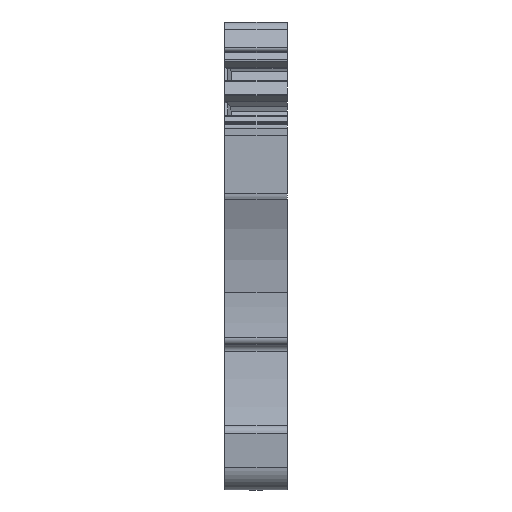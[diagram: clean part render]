
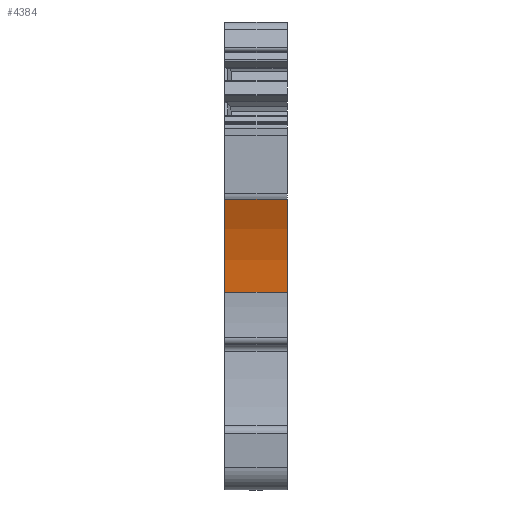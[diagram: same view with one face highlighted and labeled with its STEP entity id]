
A CAD part, front view. The second image highlights one B-rep face of the part: STEP entity #4384.
In plain terms, the highlighted cylindrical face has radius 20 mm (diameter 40 mm), a partial arc.
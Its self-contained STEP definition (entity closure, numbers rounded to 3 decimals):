
#4357=AXIS2_PLACEMENT_3D('Cylinder Axis2P3D',#4354,#4355,#4356) ;
#4361=AXIS2_PLACEMENT_3D('Circle Axis2P3D',#4359,#4360,$) ;
#4368=AXIS2_PLACEMENT_3D('Circle Axis2P3D',#4366,#4367,$) ;
#4332=CARTESIAN_POINT('Vertex',(0.,1.884,16.2)) ;
#4339=CARTESIAN_POINT('Vertex',(5.1,1.884,16.2)) ;
#4342=CARTESIAN_POINT('Line Origine',(2.55,1.884,16.2)) ;
#4354=CARTESIAN_POINT('Axis2P3D Location',(2.55,-18.105,15.54)) ;
#4359=CARTESIAN_POINT('Axis2P3D Location',(0.,-18.105,15.54)) ;
#4363=CARTESIAN_POINT('Vertex',(0.,0.09,23.842)) ;
#4366=CARTESIAN_POINT('Axis2P3D Location',(5.1,-18.105,15.54)) ;
#4370=CARTESIAN_POINT('Vertex',(5.1,0.09,23.842)) ;
#4373=CARTESIAN_POINT('Line Origine',(2.55,0.09,23.842)) ;
#4343=DIRECTION('Vector Direction',(1.,0.,0.)) ;
#4355=DIRECTION('Axis2P3D Direction',(-1.,0.,0.)) ;
#4356=DIRECTION('Axis2P3D XDirection',(0.,0.91,0.415)) ;
#4360=DIRECTION('Axis2P3D Direction',(-1.,0.,0.)) ;
#4367=DIRECTION('Axis2P3D Direction',(-1.,0.,0.)) ;
#4374=DIRECTION('Vector Direction',(-1.,0.,0.)) ;
#4344=VECTOR('Line Direction',#4343,1.) ;
#4375=VECTOR('Line Direction',#4374,1.) ;
#4379=ORIENTED_EDGE('',*,*,#4365,.T.) ;
#4380=ORIENTED_EDGE('',*,*,#4346,.F.) ;
#4381=ORIENTED_EDGE('',*,*,#4372,.F.) ;
#4382=ORIENTED_EDGE('',*,*,#4377,.T.) ;
#4384=ADVANCED_FACE('V1',(#4383),#4358,.F.) ;
#4362=CIRCLE('generated circle',#4361,20.) ;
#4369=CIRCLE('generated circle',#4368,20.) ;
#4358=CYLINDRICAL_SURFACE('generated cylinder',#4357,20.) ;
#4346=EDGE_CURVE('',#4340,#4333,#4345,.F.) ;
#4365=EDGE_CURVE('',#4364,#4333,#4362,.T.) ;
#4372=EDGE_CURVE('',#4371,#4340,#4369,.T.) ;
#4377=EDGE_CURVE('',#4371,#4364,#4376,.T.) ;
#4378=EDGE_LOOP('',(#4379,#4380,#4381,#4382)) ;
#4383=FACE_OUTER_BOUND('',#4378,.T.) ;
#4345=LINE('Line',#4342,#4344) ;
#4376=LINE('Line',#4373,#4375) ;
#4333=VERTEX_POINT('',#4332) ;
#4340=VERTEX_POINT('',#4339) ;
#4364=VERTEX_POINT('',#4363) ;
#4371=VERTEX_POINT('',#4370) ;
